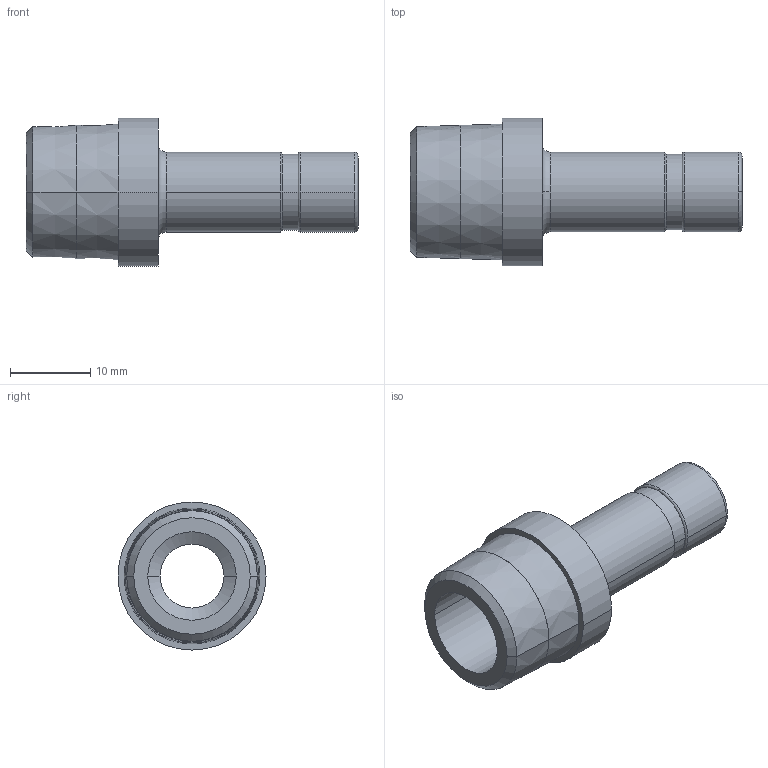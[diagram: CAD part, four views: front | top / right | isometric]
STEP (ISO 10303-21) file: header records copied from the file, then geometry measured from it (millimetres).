
FILE_DESCRIPTION(('STEP AP214'),'1');
FILE_NAME('3821_10_17.stp','2016-07-07T14:27:34',('TraceParts'),('TraceParts S.A.'),'Spatial InterOp 3D',' ',' ');
FILE_SCHEMA(('automotive_design'));
Length unit declared in the file: millimetre
Products named in the file (1): 1
Bounding box: 41.5 x 18.5 x 18.5 mm (x, y, z)
Volume: 3141.9 mm3; surface area: 3278.2 mm2
Topology: 1 solids, 1 shells, 34 faces, 78 edges, 50 vertices
Faces by surface type: cylinder 12, cone 10, torus 6, plane 6
Entity records: 1009 total; most frequent: DIRECTION 204, CARTESIAN_POINT 163, ORIENTED_EDGE 156, AXIS2_PLACEMENT_3D 91, EDGE_CURVE 78, CIRCLE 56, VERTEX_POINT 50, EDGE_LOOP 40
